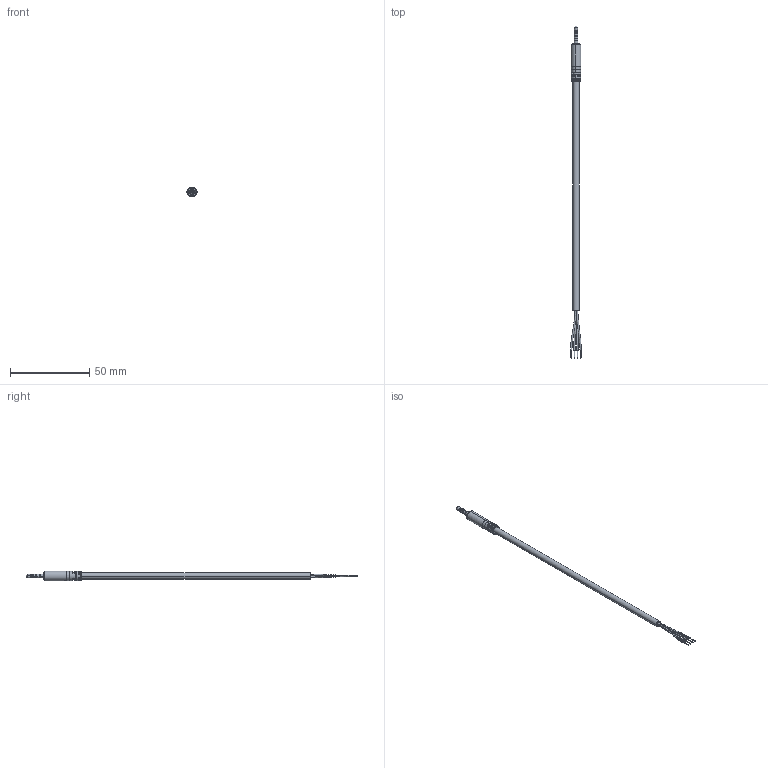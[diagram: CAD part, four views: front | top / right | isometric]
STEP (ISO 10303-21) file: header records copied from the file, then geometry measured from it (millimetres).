
FILE_DESCRIPTION (( 'STEP AP203' ), '1' );
FILE_NAME ('10-00340_revA4.STEP', '2016-10-28T21:13:30', ( '' ), ( '' ), 'SwSTEP 2.0', 'SolidWorks 2015', '' );
FILE_SCHEMA (( 'CONFIG_CONTROL_DESIGN' ));
Length unit declared in the file: millimetre
Products named in the file (4): 50-00401; 10-00340_revA4; 30-00176_no heat shrink, no shield; 24-00028
Assembly tree (3 placements, depth 2):
  10-00340_revA4
    30-00176_no heat shrink, no shield
    24-00028
    50-00401
Bounding box: 6.85 x 209.4 x 6.1 mm (x, y, z)
Volume: 2465.8 mm3; surface area: 20158.9 mm2
Topology: 133 solids, 133 shells, 834 faces, 1651 edges, 1092 vertices
Faces by surface type: cylinder 459, plane 321, bspline 30, torus 12, cone 12
Entity records: 23759 total; most frequent: CARTESIAN_POINT 5112, DIRECTION 4197, ORIENTED_EDGE 3302, AXIS2_PLACEMENT_3D 1819, EDGE_CURVE 1651, VERTEX_POINT 1092, EDGE_LOOP 1021, CIRCLE 1009
